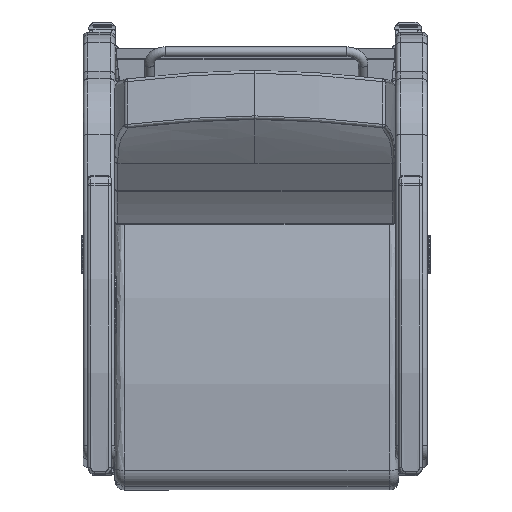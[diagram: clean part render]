
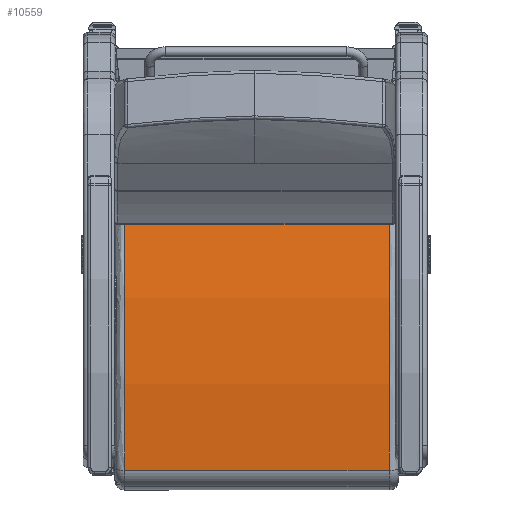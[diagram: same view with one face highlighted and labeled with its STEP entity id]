
A CAD part, front view. The second image highlights one B-rep face of the part: STEP entity #10559.
In plain terms, the highlighted free-form (B-spline) face has degree [1, 2] with [2, 3] control points.
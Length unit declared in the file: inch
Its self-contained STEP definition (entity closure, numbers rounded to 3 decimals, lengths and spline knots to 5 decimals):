
#276=(
BOUNDED_SURFACE()
B_SPLINE_SURFACE(1,2,((#29929,#29930,#29931),(#29932,#29933,#29934)),
 .UNSPECIFIED.,.F.,.F.,.F.)
B_SPLINE_SURFACE_WITH_KNOTS((2,2),(3,3),(-0.17276,0.17276),
(1.36178,1.69928),.UNSPECIFIED.)
GEOMETRIC_REPRESENTATION_ITEM()
RATIONAL_B_SPLINE_SURFACE(((1.,0.986,1.),(1.,0.986,
1.)))
REPRESENTATION_ITEM('')
SURFACE()
);
#652=ELLIPSE('',#11732,60.05357,60.);
#662=ELLIPSE('',#11760,60.05357,60.);
#1214=LINE('',#29927,#1833);
#1215=LINE('',#29936,#1834);
#1833=VECTOR('',#13851,0.3937);
#1834=VECTOR('',#13854,0.3937);
#2517=FACE_OUTER_BOUND('',#3263,.T.);
#3263=EDGE_LOOP('',(#8119,#8120,#8121,#8122));
#4958=VERTEX_POINT('',#29719);
#4959=VERTEX_POINT('',#29720);
#4984=VERTEX_POINT('',#29926);
#4985=VERTEX_POINT('',#29935);
#6091=EDGE_CURVE('',#4958,#4959,#652,.T.);
#6129=EDGE_CURVE('',#4959,#4984,#1214,.T.);
#6131=EDGE_CURVE('',#4958,#4985,#1215,.T.);
#6132=EDGE_CURVE('',#4984,#4985,#662,.T.);
#8119=ORIENTED_EDGE('',*,*,#6091,.F.);
#8120=ORIENTED_EDGE('',*,*,#6131,.T.);
#8121=ORIENTED_EDGE('',*,*,#6132,.F.);
#8122=ORIENTED_EDGE('',*,*,#6129,.F.);
#10559=ADVANCED_FACE('',(#2517),#276,.F.);
#11732=AXIS2_PLACEMENT_3D('',#29721,#13783,#13784);
#11760=AXIS2_PLACEMENT_3D('',#29937,#13855,#13856);
#13783=DIRECTION('center_axis',(0.,0.,-1.));
#13784=DIRECTION('ref_axis',(1.,0.,0.));
#13851=DIRECTION('',(0.,0.,1.));
#13854=DIRECTION('',(0.,0.,1.));
#13855=DIRECTION('center_axis',(0.,0.,1.));
#13856=DIRECTION('ref_axis',(1.,0.,0.));
#29719=CARTESIAN_POINT('',(-10.04459,1.25621,-10.375));
#29720=CARTESIAN_POINT('',(10.1114,0.44486,-10.375));
#29721=CARTESIAN_POINT('Origin',(-2.34979,-58.24922,-10.375));
#29926=CARTESIAN_POINT('',(10.1114,0.44486,10.375));
#29927=CARTESIAN_POINT('',(10.1114,0.44486,0.));
#29929=CARTESIAN_POINT('Ctrl Pts',(10.1114,0.44486,-10.375));
#29930=CARTESIAN_POINT('Ctrl Pts',(0.10258,2.56602,-10.375));
#29931=CARTESIAN_POINT('Ctrl Pts',(-10.04459,1.25621,-10.375));
#29932=CARTESIAN_POINT('Ctrl Pts',(10.1114,0.44486,10.375));
#29933=CARTESIAN_POINT('Ctrl Pts',(0.10258,2.56602,10.375));
#29934=CARTESIAN_POINT('Ctrl Pts',(-10.04459,1.25621,10.375));
#29935=CARTESIAN_POINT('',(-10.04459,1.25621,10.375));
#29936=CARTESIAN_POINT('',(-10.04459,1.25621,0.));
#29937=CARTESIAN_POINT('Origin',(-2.34979,-58.24922,10.375));
